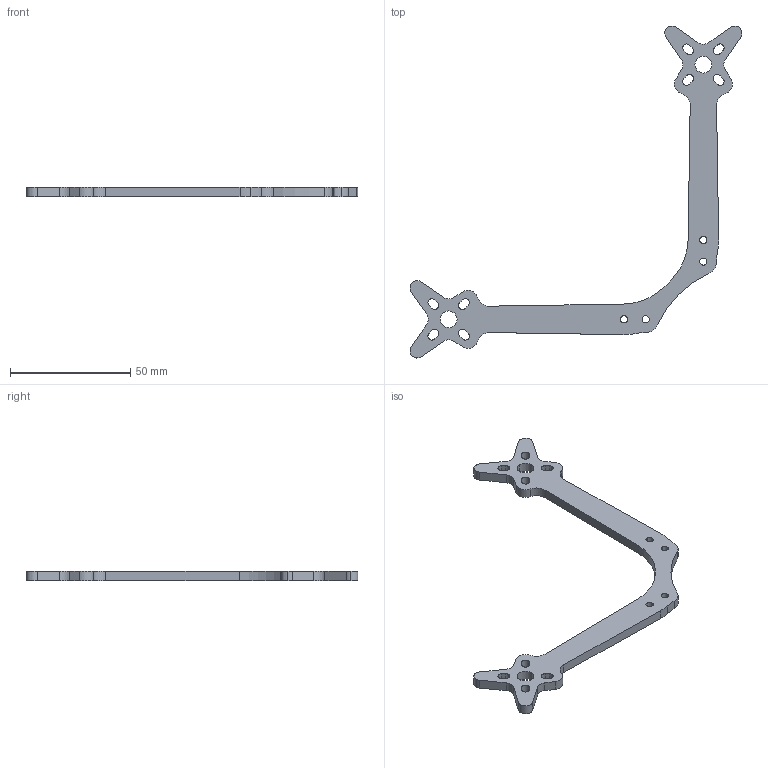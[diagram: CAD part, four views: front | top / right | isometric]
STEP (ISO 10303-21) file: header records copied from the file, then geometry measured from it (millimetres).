
FILE_DESCRIPTION (( 'STEP AP214' ), '1' );
FILE_NAME ('arm_double.step', '2018-05-28T10:07:55', ( 'AuE Kassel' ), ( 'AuE Kassel GmbH' ), 'SwSTEP 2.0', 'SolidWorks 2018', '' );
FILE_SCHEMA (( 'AUTOMOTIVE_DESIGN' ));
Length unit declared in the file: millimetre
Products named in the file (1): arm_double
Bounding box: 138.2 x 138.2 x 4 mm (x, y, z)
Volume: 11547.8 mm3; surface area: 8749.1 mm2
Topology: 1 solids, 1 shells, 102 faces, 300 edges, 200 vertices
Faces by surface type: cylinder 67, plane 35
Entity records: 3570 total; most frequent: DIRECTION 640, CARTESIAN_POINT 603, ORIENTED_EDGE 600, EDGE_CURVE 300, AXIS2_PLACEMENT_3D 237, VERTEX_POINT 200, LINE 166, VECTOR 166
